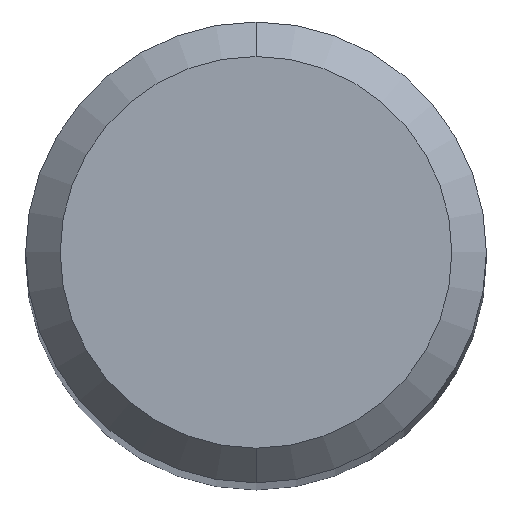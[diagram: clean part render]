
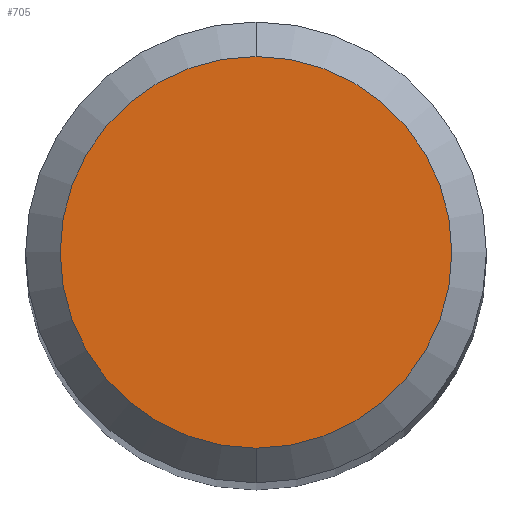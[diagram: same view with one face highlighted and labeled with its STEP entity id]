
A CAD part, top view. The second image highlights one B-rep face of the part: STEP entity #705.
In plain terms, the highlighted planar face has unit normal (0, 0, 1).
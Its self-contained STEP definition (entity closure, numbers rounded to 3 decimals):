
#407=EDGE_CURVE('',#755,#867,#1070,.T.);
#705=ADVANCED_FACE('',(#1399),#1400,.T.);
#755=VERTEX_POINT('',#1455);
#867=VERTEX_POINT('',#1575);
#909=EDGE_CURVE('',#867,#755,#1620,.T.);
#1070=CIRCLE('',#1928,1.7);
#1399=FACE_OUTER_BOUND('',#3682,.T.);
#1400=PLANE('',#3683);
#1455=CARTESIAN_POINT('',(0.,-1.7,0.0));
#1575=CARTESIAN_POINT('',(0.0,1.7,0.0));
#1620=CIRCLE('',#4351,1.7);
#1928=AXIS2_PLACEMENT_3D('',#6216,#6217,#6218);
#3682=EDGE_LOOP('',(#6593,#6594));
#3683=AXIS2_PLACEMENT_3D('',#6595,#6596,#6597);
#4351=AXIS2_PLACEMENT_3D('',#6786,#6787,#6788);
#6216=CARTESIAN_POINT('',(0.0,0.0,0.0));
#6217=DIRECTION('',(0.0,0.0,-1.0));
#6218=DIRECTION('',(0.0,1.0,0.0));
#6593=ORIENTED_EDGE('',*,*,#909,.F.);
#6594=ORIENTED_EDGE('',*,*,#407,.F.);
#6595=CARTESIAN_POINT('',(0.0,0.85,0.0));
#6596=DIRECTION('',(-0.0,0.0,1.0));
#6597=DIRECTION('',(0.0,-1.0,0.0));
#6786=CARTESIAN_POINT('',(0.0,0.0,0.0));
#6787=DIRECTION('',(0.0,0.0,-1.0));
#6788=DIRECTION('',(0.0,1.0,0.0));
